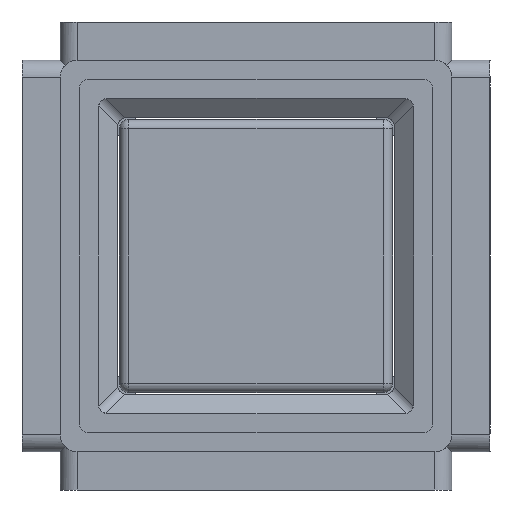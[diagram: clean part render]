
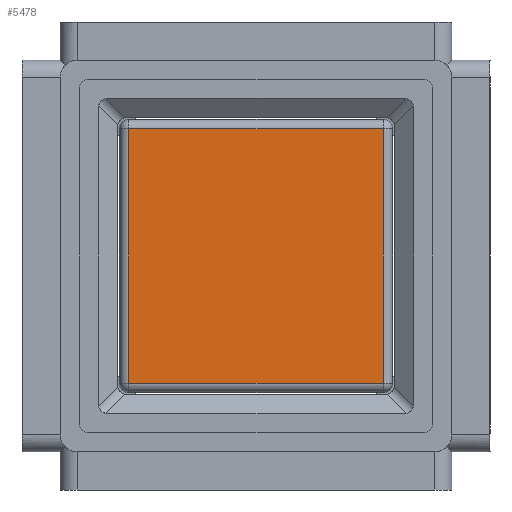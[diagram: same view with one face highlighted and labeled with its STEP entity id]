
A CAD part, left-side view. The second image highlights one B-rep face of the part: STEP entity #5478.
In plain terms, the highlighted planar face has unit normal (-1, 0, 0).
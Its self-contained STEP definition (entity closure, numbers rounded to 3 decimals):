
#546 = DIRECTION ( 'NONE',  ( 0., -1., 0. ) ) ;
#662 = VERTEX_POINT ( 'NONE', #2788 ) ;
#1468 = EDGE_LOOP ( 'NONE', ( #7850, #9466, #7024, #8172 ) ) ;
#1485 = VECTOR ( 'NONE', #546, 1000. ) ;
#2533 = VECTOR ( 'NONE', #12694, 1000. ) ;
#2788 = CARTESIAN_POINT ( 'NONE',  ( -11.5, 6.65, -6.65 ) ) ;
#2944 = VERTEX_POINT ( 'NONE', #3519 ) ;
#3037 = DIRECTION ( 'NONE',  ( 0., 0., -1. ) ) ;
#3209 = DIRECTION ( 'NONE',  ( 0., 0., 1. ) ) ;
#3274 = CARTESIAN_POINT ( 'NONE',  ( -11.5, -6.65, 5.625 ) ) ;
#3519 = CARTESIAN_POINT ( 'NONE',  ( -11.5, -6.65, 6.65 ) ) ;
#3961 = EDGE_CURVE ( 'NONE', #10539, #662, #13039, .T. ) ;
#4073 = CARTESIAN_POINT ( 'NONE',  ( -11.5, -5.625, 5.625 ) ) ;
#4890 = CARTESIAN_POINT ( 'NONE',  ( -11.5, 6.65, 6.65 ) ) ;
#5478 = ADVANCED_FACE ( 'NONE', ( #9283 ), #11493, .F. ) ;
#6556 = DIRECTION ( 'NONE',  ( 0., 0., -1. ) ) ;
#6838 = CARTESIAN_POINT ( 'NONE',  ( -11.5, -6.65, -6.65 ) ) ;
#7024 = ORIENTED_EDGE ( 'NONE', *, *, #10929, .T. ) ;
#7196 = CARTESIAN_POINT ( 'NONE',  ( -11.5, 7.15, 6.65 ) ) ;
#7850 = ORIENTED_EDGE ( 'NONE', *, *, #14017, .T. ) ;
#8172 = ORIENTED_EDGE ( 'NONE', *, *, #13521, .T. ) ;
#8263 = LINE ( 'NONE', #7196, #2533 ) ;
#8927 = LINE ( 'NONE', #12496, #1485 ) ;
#9283 = FACE_OUTER_BOUND ( 'NONE', #1468, .T. ) ;
#9397 = VECTOR ( 'NONE', #3209, 1000. ) ;
#9466 = ORIENTED_EDGE ( 'NONE', *, *, #3961, .T. ) ;
#9712 = LINE ( 'NONE', #3274, #9397 ) ;
#10217 = VERTEX_POINT ( 'NONE', #6838 ) ;
#10539 = VERTEX_POINT ( 'NONE', #4890 ) ;
#10929 = EDGE_CURVE ( 'NONE', #662, #10217, #8927, .T. ) ;
#11493 = PLANE ( 'NONE',  #11981 ) ;
#11567 = DIRECTION ( 'NONE',  ( 1., 0., 0. ) ) ;
#11966 = VECTOR ( 'NONE', #3037, 1000. ) ;
#11981 = AXIS2_PLACEMENT_3D ( 'NONE', #4073, #11567, #6556 ) ;
#12496 = CARTESIAN_POINT ( 'NONE',  ( -11.5, -5.625, -6.65 ) ) ;
#12694 = DIRECTION ( 'NONE',  ( 0., 1., 0. ) ) ;
#13039 = LINE ( 'NONE', #13987, #11966 ) ;
#13521 = EDGE_CURVE ( 'NONE', #10217, #2944, #9712, .T. ) ;
#13987 = CARTESIAN_POINT ( 'NONE',  ( -11.5, 6.65, 5.625 ) ) ;
#14017 = EDGE_CURVE ( 'NONE', #2944, #10539, #8263, .T. ) ;
